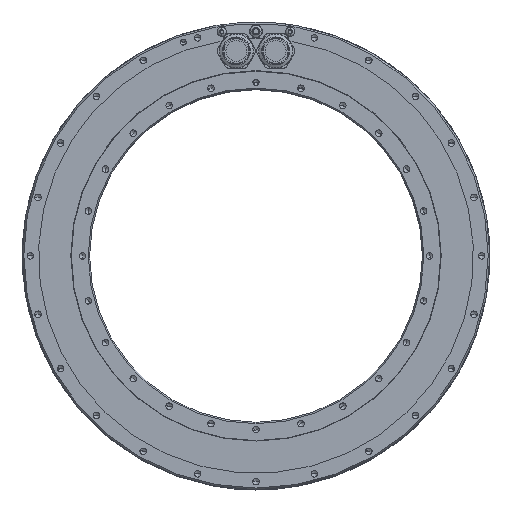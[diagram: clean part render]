
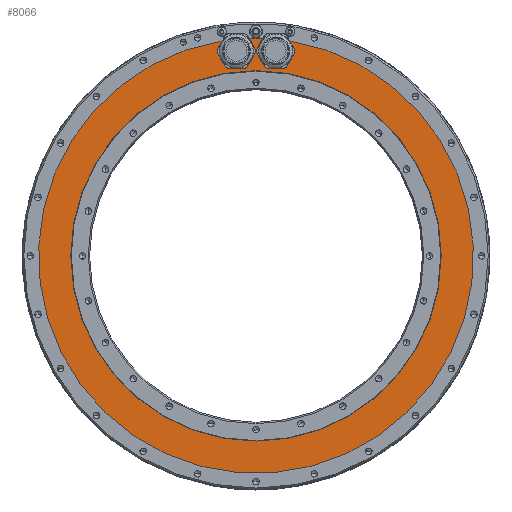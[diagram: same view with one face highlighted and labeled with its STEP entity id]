
A CAD part, top view. The second image highlights one B-rep face of the part: STEP entity #8066.
In plain terms, the highlighted planar face has unit normal (0, 0, 1).
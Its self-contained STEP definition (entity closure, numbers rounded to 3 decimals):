
#493=DIRECTION('',(0.5,-0.866,0.));
#494=VECTOR('',#493,9.048);
#495=CARTESIAN_POINT('',(-38.25,207.318,
-0.15));
#496=LINE('',#495,#494);
#497=CARTESIAN_POINT('',(-20.4,212.4,-0.15));
#498=DIRECTION('',(0.,0.,1.));
#499=DIRECTION('',(-0.718,-0.696,0.));
#500=AXIS2_PLACEMENT_3D('',#497,#498,#499);
#502=DIRECTION('',(-1.,0.,0.));
#503=VECTOR('',#502,9.048);
#504=CARTESIAN_POINT('',(-15.876,194.4,-0.15));
#505=LINE('',#504,#503);
#506=CARTESIAN_POINT('',(-20.4,212.4,-0.15));
#507=DIRECTION('',(0.,0.,1.));
#508=DIRECTION('',(0.244,-0.97,0.));
#509=AXIS2_PLACEMENT_3D('',#506,#507,#508);
#511=DIRECTION('',(-0.5,-0.866,0.));
#512=VECTOR('',#511,9.048);
#513=CARTESIAN_POINT('',(-2.55,207.318,
-0.15));
#514=LINE('',#513,#512);
#515=CARTESIAN_POINT('',(-20.4,212.4,-0.15));
#516=DIRECTION('',(0.,0.,1.));
#517=DIRECTION('',(0.962,-0.274,0.));
#518=AXIS2_PLACEMENT_3D('',#515,#516,#517);
#520=DIRECTION('',(0.5,-0.866,0.));
#521=VECTOR('',#520,9.101);
#522=CARTESIAN_POINT('',(-7.1,225.364,
-0.15));
#523=LINE('',#522,#521);
#524=DIRECTION('',(-0.5,-0.866,0.));
#525=VECTOR('',#524,9.101);
#526=CARTESIAN_POINT('',(7.1,225.364,-0.15));
#527=LINE('',#526,#525);
#528=CARTESIAN_POINT('',(20.4,212.4,-0.15));
#529=DIRECTION('',(0.,0.,1.));
#530=DIRECTION('',(-0.962,0.274,0.));
#531=AXIS2_PLACEMENT_3D('',#528,#529,#530);
#533=DIRECTION('',(0.5,-0.866,0.));
#534=VECTOR('',#533,9.048);
#535=CARTESIAN_POINT('',(2.55,207.318,-0.15));
#536=LINE('',#535,#534);
#537=CARTESIAN_POINT('',(20.4,212.4,-0.15));
#538=DIRECTION('',(0.,0.,1.));
#539=DIRECTION('',(-0.718,-0.696,0.));
#540=AXIS2_PLACEMENT_3D('',#537,#538,#539);
#542=DIRECTION('',(-1.,0.,0.));
#543=VECTOR('',#542,9.048);
#544=CARTESIAN_POINT('',(24.924,194.4,-0.15));
#545=LINE('',#544,#543);
#546=CARTESIAN_POINT('',(20.4,212.4,-0.15));
#547=DIRECTION('',(0.,0.,1.));
#548=DIRECTION('',(0.244,-0.97,0.));
#549=AXIS2_PLACEMENT_3D('',#546,#547,#548);
#551=DIRECTION('',(-0.5,-0.866,0.));
#552=VECTOR('',#551,9.048);
#553=CARTESIAN_POINT('',(38.25,207.318,-0.15));
#554=LINE('',#553,#552);
#555=CARTESIAN_POINT('',(20.4,212.4,-0.15));
#556=DIRECTION('',(0.,0.,1.));
#557=DIRECTION('',(0.962,-0.274,0.));
#558=AXIS2_PLACEMENT_3D('',#555,#556,#557);
#560=DIRECTION('',(0.5,-0.866,0.));
#561=VECTOR('',#560,6.063);
#562=CARTESIAN_POINT('',(35.219,222.733,-0.15));
#563=LINE('',#562,#561);
#564=DIRECTION('',(-0.5,-0.866,0.));
#565=VECTOR('',#564,6.063);
#566=CARTESIAN_POINT('',(-35.219,222.733,
-0.15));
#567=LINE('',#566,#565);
#568=CARTESIAN_POINT('',(-20.4,212.4,-0.15));
#569=DIRECTION('',(0.,0.,1.));
#570=DIRECTION('',(-0.962,0.274,0.));
#571=AXIS2_PLACEMENT_3D('',#568,#569,#570);
#582=CARTESIAN_POINT('',(0.,0.,-0.15));
#583=DIRECTION('',(0.,0.,1.));
#584=DIRECTION('',(-1.,0.,0.));
#585=AXIS2_PLACEMENT_3D('',#582,#583,#584);
#3050=CARTESIAN_POINT('',(0.,0.,-0.15));
#3051=DIRECTION('',(0.,0.,1.));
#3052=DIRECTION('',(0.031,1.,0.));
#3053=AXIS2_PLACEMENT_3D('',#3050,#3051,#3052);
#3059=CARTESIAN_POINT('',(0.,0.,-0.15));
#3060=DIRECTION('',(0.,0.,1.));
#3061=DIRECTION('',(-0.156,0.988,0.));
#3062=AXIS2_PLACEMENT_3D('',#3059,#3060,#3061);
#5585=CARTESIAN_POINT('',(0.,0.,-0.15));
#5586=DIRECTION('',(0.,0.,1.));
#5587=DIRECTION('',(1.,0.,0.));
#5588=AXIS2_PLACEMENT_3D('',#5585,#5586,#5587);
#6394=CARTESIAN_POINT('',(-192.045,0.,-0.15));
#6395=CARTESIAN_POINT('',(192.045,0.,-0.15));
#6396=VERTEX_POINT('',#6394);
#6397=VERTEX_POINT('',#6395);
#6590=CARTESIAN_POINT('',(35.219,222.733,
-0.15));
#6591=VERTEX_POINT('',#6590);
#6592=CARTESIAN_POINT('',(7.1,225.364,
-0.15));
#6593=VERTEX_POINT('',#6592);
#6594=CARTESIAN_POINT('',(2.55,207.318,
-0.15));
#6595=CARTESIAN_POINT('',(7.073,199.482,
-0.15));
#6596=VERTEX_POINT('',#6594);
#6597=VERTEX_POINT('',#6595);
#6598=CARTESIAN_POINT('',(15.876,194.4,-0.15));
#6599=VERTEX_POINT('',#6598);
#6600=CARTESIAN_POINT('',(2.55,217.482,
-0.15));
#6601=VERTEX_POINT('',#6600);
#6602=CARTESIAN_POINT('',(38.25,207.318,
-0.15));
#6603=CARTESIAN_POINT('',(33.727,199.482,
-0.15));
#6604=VERTEX_POINT('',#6602);
#6605=VERTEX_POINT('',#6603);
#6606=CARTESIAN_POINT('',(38.25,217.482,
-0.15));
#6607=VERTEX_POINT('',#6606);
#6608=CARTESIAN_POINT('',(24.924,194.4,-0.15));
#6609=VERTEX_POINT('',#6608);
#6776=CARTESIAN_POINT('',(-7.1,225.364,
-0.15));
#6777=VERTEX_POINT('',#6776);
#6778=CARTESIAN_POINT('',(-35.219,222.733,
-0.15));
#6779=VERTEX_POINT('',#6778);
#6780=CARTESIAN_POINT('',(-38.25,207.318,
-0.15));
#6781=CARTESIAN_POINT('',(-33.727,199.482,
-0.15));
#6782=VERTEX_POINT('',#6780);
#6783=VERTEX_POINT('',#6781);
#6784=CARTESIAN_POINT('',(-24.924,194.4,-0.15));
#6785=VERTEX_POINT('',#6784);
#6786=CARTESIAN_POINT('',(-38.25,217.482,
-0.15));
#6787=VERTEX_POINT('',#6786);
#6788=CARTESIAN_POINT('',(-2.55,207.318,
-0.15));
#6789=CARTESIAN_POINT('',(-7.073,199.482,
-0.15));
#6790=VERTEX_POINT('',#6788);
#6791=VERTEX_POINT('',#6789);
#6792=CARTESIAN_POINT('',(-2.55,217.482,
-0.15));
#6793=VERTEX_POINT('',#6792);
#6794=CARTESIAN_POINT('',(-15.876,194.4,-0.15));
#6795=VERTEX_POINT('',#6794);
#8014=CARTESIAN_POINT('',(0.,0.,-0.15));
#8015=DIRECTION('',(0.,0.,1.));
#8016=DIRECTION('',(1.,0.,0.));
#8017=AXIS2_PLACEMENT_3D('',#8014,#8015,#8016);
#8018=PLANE('',#8017);
#8020=ORIENTED_EDGE('',*,*,#8019,.T.);
#8022=ORIENTED_EDGE('',*,*,#8021,.T.);
#8024=ORIENTED_EDGE('',*,*,#8023,.F.);
#8026=ORIENTED_EDGE('',*,*,#8025,.T.);
#8028=ORIENTED_EDGE('',*,*,#8027,.F.);
#8030=ORIENTED_EDGE('',*,*,#8029,.T.);
#8032=ORIENTED_EDGE('',*,*,#8031,.F.);
#8034=ORIENTED_EDGE('',*,*,#8033,.F.);
#8036=ORIENTED_EDGE('',*,*,#8035,.T.);
#8038=ORIENTED_EDGE('',*,*,#8037,.T.);
#8040=ORIENTED_EDGE('',*,*,#8039,.T.);
#8042=ORIENTED_EDGE('',*,*,#8041,.T.);
#8044=ORIENTED_EDGE('',*,*,#8043,.F.);
#8046=ORIENTED_EDGE('',*,*,#8045,.T.);
#8047=ORIENTED_EDGE('',*,*,#7994,.F.);
#8049=ORIENTED_EDGE('',*,*,#8048,.T.);
#8051=ORIENTED_EDGE('',*,*,#8050,.F.);
#8053=ORIENTED_EDGE('',*,*,#8052,.F.);
#8055=ORIENTED_EDGE('',*,*,#8054,.T.);
#8057=ORIENTED_EDGE('',*,*,#8056,.T.);
#8058=EDGE_LOOP('',(#8020,#8022,#8024,#8026,#8028,#8030,#8032,#8034,#8036,#8038,
#8040,#8042,#8044,#8046,#8047,#8049,#8051,#8053,#8055,#8057));
#8059=FACE_OUTER_BOUND('',#8058,.F.);
#8061=ORIENTED_EDGE('',*,*,#8060,.T.);
#8063=ORIENTED_EDGE('',*,*,#8062,.T.);
#8064=EDGE_LOOP('',(#8061,#8063));
#8065=FACE_BOUND('',#8064,.F.);
#8066=ADVANCED_FACE('',(#8059,#8065),#8018,.T.);
#501=CIRCLE('',#500,18.56);
#510=CIRCLE('',#509,18.56);
#519=CIRCLE('',#518,18.56);
#532=CIRCLE('',#531,18.56);
#541=CIRCLE('',#540,18.56);
#550=CIRCLE('',#549,18.56);
#559=CIRCLE('',#558,18.56);
#572=CIRCLE('',#571,18.56);
#586=CIRCLE('',#585,192.045);
#3054=CIRCLE('',#3053,225.5);
#3063=CIRCLE('',#3062,225.5);
#5589=CIRCLE('',#5588,192.045);
#7994=EDGE_CURVE('',#6604,#6605,#554,.T.);
#8019=EDGE_CURVE('',#6782,#6783,#496,.T.);
#8021=EDGE_CURVE('',#6783,#6785,#501,.T.);
#8023=EDGE_CURVE('',#6795,#6785,#505,.T.);
#8025=EDGE_CURVE('',#6795,#6791,#510,.T.);
#8027=EDGE_CURVE('',#6790,#6791,#514,.T.);
#8029=EDGE_CURVE('',#6790,#6793,#519,.T.);
#8031=EDGE_CURVE('',#6777,#6793,#523,.T.);
#8033=EDGE_CURVE('',#6593,#6777,#3054,.T.);
#8035=EDGE_CURVE('',#6593,#6601,#527,.T.);
#8037=EDGE_CURVE('',#6601,#6596,#532,.T.);
#8039=EDGE_CURVE('',#6596,#6597,#536,.T.);
#8041=EDGE_CURVE('',#6597,#6599,#541,.T.);
#8043=EDGE_CURVE('',#6609,#6599,#545,.T.);
#8045=EDGE_CURVE('',#6609,#6605,#550,.T.);
#8048=EDGE_CURVE('',#6604,#6607,#559,.T.);
#8050=EDGE_CURVE('',#6591,#6607,#563,.T.);
#8052=EDGE_CURVE('',#6779,#6591,#3063,.T.);
#8054=EDGE_CURVE('',#6779,#6787,#567,.T.);
#8056=EDGE_CURVE('',#6787,#6782,#572,.T.);
#8060=EDGE_CURVE('',#6396,#6397,#586,.T.);
#8062=EDGE_CURVE('',#6397,#6396,#5589,.T.);
